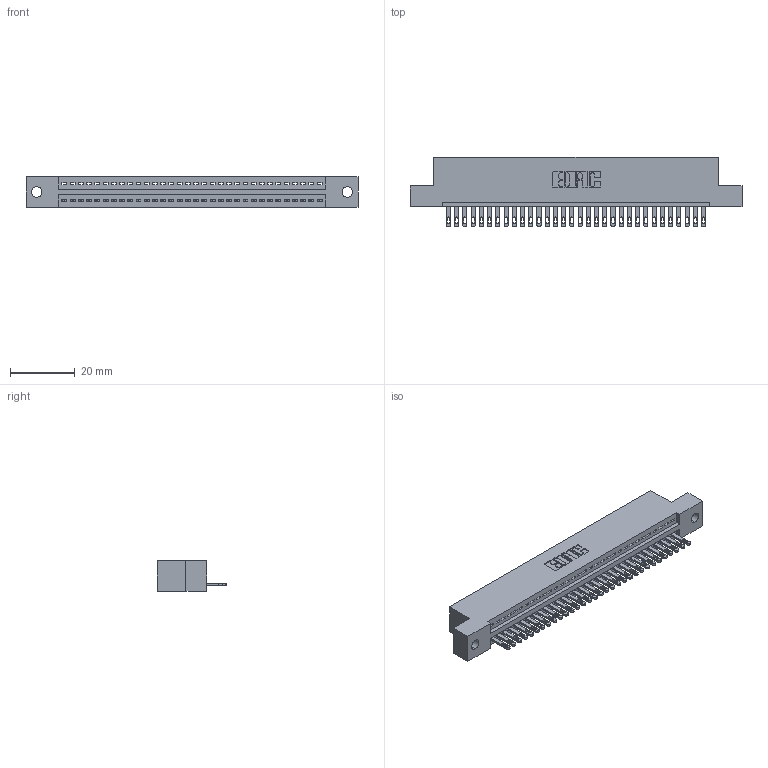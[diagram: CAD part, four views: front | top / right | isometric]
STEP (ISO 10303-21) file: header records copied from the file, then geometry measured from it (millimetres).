
FILE_DESCRIPTION (( 'STEP AP203' ), '1' );
FILE_NAME ('895-032-500-102.STEP', '2020-09-25T19:11:01', ( '' ), ( '' ), 'SwSTEP 2.0', 'SolidWorks 2020', '' );
FILE_SCHEMA (( 'CONFIG_CONTROL_DESIGN' ));
Length unit declared in the file: inch
Products named in the file (3): 845 Part_Flush Mounting Lugs - 0.128 Dia; 895-032-500-102; 345-292-001_345-293-100
Assembly tree (33 placements, depth 2):
  895-032-500-102
    845 Part_Flush Mounting Lugs - 0.128 Dia
    345-292-001_345-293-100  x32
Bounding box: 102.49 x 21.51 x 9.4 mm (x, y, z)
Volume: 9635.7 mm3; surface area: 12469.4 mm2
Topology: 33 solids, 33 shells, 1854 faces, 5717 edges, 3810 vertices
Faces by surface type: plane 1168, cylinder 686
Entity records: 25363 total; most frequent: CARTESIAN_POINT 4400, ORIENTED_EDGE 4366, DIRECTION 3859, EDGE_CURVE 2183, VECTOR 1919, LINE 1919, VERTEX_POINT 1454, AXIS2_PLACEMENT_3D 970
